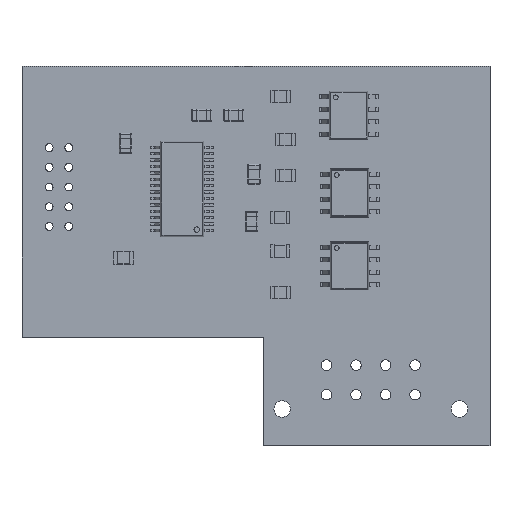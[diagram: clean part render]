
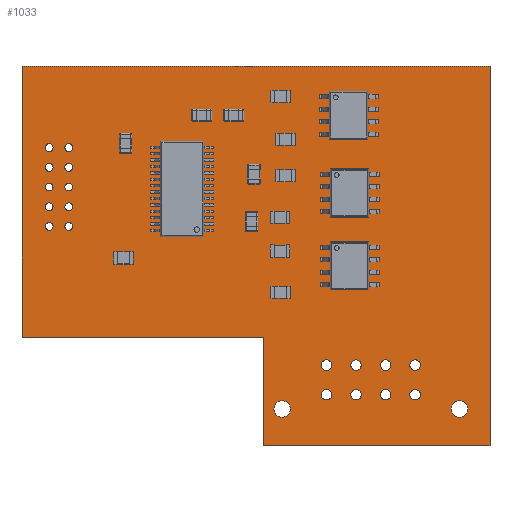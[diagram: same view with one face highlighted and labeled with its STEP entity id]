
A CAD part, top view. The second image highlights one B-rep face of the part: STEP entity #1033.
In plain terms, the highlighted planar face has unit normal (0, 0, 1).
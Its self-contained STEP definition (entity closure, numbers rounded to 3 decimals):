
#120 = VERTEX_POINT('',#121);
#121 = CARTESIAN_POINT('',(121.25,66.75,0.411));
#127 = EDGE_CURVE('',#120,#128,#130,.T.);
#128 = VERTEX_POINT('',#129);
#129 = CARTESIAN_POINT('',(168.75,66.75,0.411));
#130 = LINE('',#131,#132);
#131 = CARTESIAN_POINT('',(121.25,66.75,0.411));
#132 = VECTOR('',#133,1.);
#133 = DIRECTION('',(1.,0.,0.));
#158 = EDGE_CURVE('',#128,#159,#161,.T.);
#159 = VERTEX_POINT('',#160);
#160 = CARTESIAN_POINT('',(168.75,28.25,0.411));
#161 = LINE('',#162,#163);
#162 = CARTESIAN_POINT('',(168.75,66.75,0.411));
#163 = VECTOR('',#164,1.);
#164 = DIRECTION('',(0.,-1.,0.));
#189 = EDGE_CURVE('',#159,#190,#192,.T.);
#190 = VERTEX_POINT('',#191);
#191 = CARTESIAN_POINT('',(145.75,28.25,0.411));
#192 = LINE('',#193,#194);
#193 = CARTESIAN_POINT('',(168.75,28.25,0.411));
#194 = VECTOR('',#195,1.);
#195 = DIRECTION('',(-1.,0.,0.));
#220 = EDGE_CURVE('',#190,#221,#223,.T.);
#221 = VERTEX_POINT('',#222);
#222 = CARTESIAN_POINT('',(145.75,39.25,0.411));
#223 = LINE('',#224,#225);
#224 = CARTESIAN_POINT('',(145.75,28.25,0.411));
#225 = VECTOR('',#226,1.);
#226 = DIRECTION('',(0.,1.,0.));
#251 = EDGE_CURVE('',#221,#252,#254,.T.);
#252 = VERTEX_POINT('',#253);
#253 = CARTESIAN_POINT('',(121.25,39.25,0.411));
#254 = LINE('',#255,#256);
#255 = CARTESIAN_POINT('',(145.75,39.25,0.411));
#256 = VECTOR('',#257,1.);
#257 = DIRECTION('',(-1.,0.,0.));
#282 = EDGE_CURVE('',#252,#120,#283,.T.);
#283 = LINE('',#284,#285);
#284 = CARTESIAN_POINT('',(121.25,39.25,0.411));
#285 = VECTOR('',#286,1.);
#286 = DIRECTION('',(0.,1.,0.));
#306 = VERTEX_POINT('',#307);
#307 = CARTESIAN_POINT('',(124.4,50.5,0.411));
#313 = EDGE_CURVE('',#306,#306,#314,.T.);
#314 = CIRCLE('',#315,0.4);
#315 = AXIS2_PLACEMENT_3D('',#316,#317,#318);
#316 = CARTESIAN_POINT('',(124.,50.5,0.411));
#317 = DIRECTION('',(0.,0.,1.));
#318 = DIRECTION('',(1.,0.,0.));
#339 = VERTEX_POINT('',#340);
#340 = CARTESIAN_POINT('',(124.4,52.5,0.411));
#346 = EDGE_CURVE('',#339,#339,#347,.T.);
#347 = CIRCLE('',#348,0.4);
#348 = AXIS2_PLACEMENT_3D('',#349,#350,#351);
#349 = CARTESIAN_POINT('',(124.,52.5,0.411));
#350 = DIRECTION('',(0.,0.,1.));
#351 = DIRECTION('',(1.,0.,0.));
#372 = VERTEX_POINT('',#373);
#373 = CARTESIAN_POINT('',(126.4,50.5,0.411));
#379 = EDGE_CURVE('',#372,#372,#380,.T.);
#380 = CIRCLE('',#381,0.4);
#381 = AXIS2_PLACEMENT_3D('',#382,#383,#384);
#382 = CARTESIAN_POINT('',(126.,50.5,0.411));
#383 = DIRECTION('',(0.,0.,1.));
#384 = DIRECTION('',(1.,0.,0.));
#405 = VERTEX_POINT('',#406);
#406 = CARTESIAN_POINT('',(124.4,54.5,0.411));
#412 = EDGE_CURVE('',#405,#405,#413,.T.);
#413 = CIRCLE('',#414,0.4);
#414 = AXIS2_PLACEMENT_3D('',#415,#416,#417);
#415 = CARTESIAN_POINT('',(124.,54.5,0.411));
#416 = DIRECTION('',(0.,0.,1.));
#417 = DIRECTION('',(1.,0.,0.));
#438 = VERTEX_POINT('',#439);
#439 = CARTESIAN_POINT('',(126.4,52.5,0.411));
#445 = EDGE_CURVE('',#438,#438,#446,.T.);
#446 = CIRCLE('',#447,0.4);
#447 = AXIS2_PLACEMENT_3D('',#448,#449,#450);
#448 = CARTESIAN_POINT('',(126.,52.5,0.411));
#449 = DIRECTION('',(0.,0.,1.));
#450 = DIRECTION('',(1.,0.,0.));
#471 = VERTEX_POINT('',#472);
#472 = CARTESIAN_POINT('',(124.4,56.5,0.411));
#478 = EDGE_CURVE('',#471,#471,#479,.T.);
#479 = CIRCLE('',#480,0.4);
#480 = AXIS2_PLACEMENT_3D('',#481,#482,#483);
#481 = CARTESIAN_POINT('',(124.,56.5,0.411));
#482 = DIRECTION('',(0.,0.,1.));
#483 = DIRECTION('',(1.,0.,0.));
#504 = VERTEX_POINT('',#505);
#505 = CARTESIAN_POINT('',(124.4,58.5,0.411));
#511 = EDGE_CURVE('',#504,#504,#512,.T.);
#512 = CIRCLE('',#513,0.4);
#513 = AXIS2_PLACEMENT_3D('',#514,#515,#516);
#514 = CARTESIAN_POINT('',(124.,58.5,0.411));
#515 = DIRECTION('',(0.,0.,1.));
#516 = DIRECTION('',(1.,0.,0.));
#537 = VERTEX_POINT('',#538);
#538 = CARTESIAN_POINT('',(126.4,54.5,0.411));
#544 = EDGE_CURVE('',#537,#537,#545,.T.);
#545 = CIRCLE('',#546,0.4);
#546 = AXIS2_PLACEMENT_3D('',#547,#548,#549);
#547 = CARTESIAN_POINT('',(126.,54.5,0.411));
#548 = DIRECTION('',(0.,0.,1.));
#549 = DIRECTION('',(1.,0.,0.));
#570 = VERTEX_POINT('',#571);
#571 = CARTESIAN_POINT('',(126.4,58.5,0.411));
#577 = EDGE_CURVE('',#570,#570,#578,.T.);
#578 = CIRCLE('',#579,0.4);
#579 = AXIS2_PLACEMENT_3D('',#580,#581,#582);
#580 = CARTESIAN_POINT('',(126.,58.5,0.411));
#581 = DIRECTION('',(0.,0.,1.));
#582 = DIRECTION('',(1.,0.,0.));
#603 = VERTEX_POINT('',#604);
#604 = CARTESIAN_POINT('',(126.4,56.5,0.411));
#610 = EDGE_CURVE('',#603,#603,#611,.T.);
#611 = CIRCLE('',#612,0.4);
#612 = AXIS2_PLACEMENT_3D('',#613,#614,#615);
#613 = CARTESIAN_POINT('',(126.,56.5,0.411));
#614 = DIRECTION('',(0.,0.,1.));
#615 = DIRECTION('',(1.,0.,0.));
#636 = VERTEX_POINT('',#637);
#637 = CARTESIAN_POINT('',(148.489,31.971,0.411));
#643 = EDGE_CURVE('',#636,#636,#644,.T.);
#644 = CIRCLE('',#645,0.835);
#645 = AXIS2_PLACEMENT_3D('',#646,#647,#648);
#646 = CARTESIAN_POINT('',(147.654,31.971,0.411));
#647 = DIRECTION('',(0.,0.,1.));
#648 = DIRECTION('',(1.,0.,0.));
#669 = VERTEX_POINT('',#670);
#670 = CARTESIAN_POINT('',(152.689,33.421,0.411));
#676 = EDGE_CURVE('',#669,#669,#677,.T.);
#677 = CIRCLE('',#678,0.535);
#678 = AXIS2_PLACEMENT_3D('',#679,#680,#681);
#679 = CARTESIAN_POINT('',(152.154,33.421,0.411));
#680 = DIRECTION('',(0.,0.,1.));
#681 = DIRECTION('',(1.,0.,0.));
#702 = VERTEX_POINT('',#703);
#703 = CARTESIAN_POINT('',(166.489,31.971,0.411));
#709 = EDGE_CURVE('',#702,#702,#710,.T.);
#710 = CIRCLE('',#711,0.835);
#711 = AXIS2_PLACEMENT_3D('',#712,#713,#714);
#712 = CARTESIAN_POINT('',(165.654,31.971,0.411));
#713 = DIRECTION('',(0.,0.,1.));
#714 = DIRECTION('',(1.,0.,0.));
#735 = VERTEX_POINT('',#736);
#736 = CARTESIAN_POINT('',(155.689,33.421,0.411));
#742 = EDGE_CURVE('',#735,#735,#743,.T.);
#743 = CIRCLE('',#744,0.535);
#744 = AXIS2_PLACEMENT_3D('',#745,#746,#747);
#745 = CARTESIAN_POINT('',(155.154,33.421,0.411));
#746 = DIRECTION('',(0.,0.,1.));
#747 = DIRECTION('',(1.,0.,0.));
#768 = VERTEX_POINT('',#769);
#769 = CARTESIAN_POINT('',(161.689,33.421,0.411));
#775 = EDGE_CURVE('',#768,#768,#776,.T.);
#776 = CIRCLE('',#777,0.535);
#777 = AXIS2_PLACEMENT_3D('',#778,#779,#780);
#778 = CARTESIAN_POINT('',(161.154,33.421,0.411));
#779 = DIRECTION('',(0.,0.,1.));
#780 = DIRECTION('',(1.,0.,0.));
#801 = VERTEX_POINT('',#802);
#802 = CARTESIAN_POINT('',(155.689,36.421,0.411));
#808 = EDGE_CURVE('',#801,#801,#809,.T.);
#809 = CIRCLE('',#810,0.535);
#810 = AXIS2_PLACEMENT_3D('',#811,#812,#813);
#811 = CARTESIAN_POINT('',(155.154,36.421,0.411));
#812 = DIRECTION('',(0.,0.,1.));
#813 = DIRECTION('',(1.,0.,0.));
#834 = VERTEX_POINT('',#835);
#835 = CARTESIAN_POINT('',(152.689,36.421,0.411));
#841 = EDGE_CURVE('',#834,#834,#842,.T.);
#842 = CIRCLE('',#843,0.535);
#843 = AXIS2_PLACEMENT_3D('',#844,#845,#846);
#844 = CARTESIAN_POINT('',(152.154,36.421,0.411));
#845 = DIRECTION('',(0.,0.,1.));
#846 = DIRECTION('',(1.,0.,0.));
#867 = VERTEX_POINT('',#868);
#868 = CARTESIAN_POINT('',(158.689,33.421,0.411));
#874 = EDGE_CURVE('',#867,#867,#875,.T.);
#875 = CIRCLE('',#876,0.535);
#876 = AXIS2_PLACEMENT_3D('',#877,#878,#879);
#877 = CARTESIAN_POINT('',(158.154,33.421,0.411));
#878 = DIRECTION('',(0.,0.,1.));
#879 = DIRECTION('',(1.,0.,0.));
#900 = VERTEX_POINT('',#901);
#901 = CARTESIAN_POINT('',(158.689,36.421,0.411));
#907 = EDGE_CURVE('',#900,#900,#908,.T.);
#908 = CIRCLE('',#909,0.535);
#909 = AXIS2_PLACEMENT_3D('',#910,#911,#912);
#910 = CARTESIAN_POINT('',(158.154,36.421,0.411));
#911 = DIRECTION('',(0.,0.,1.));
#912 = DIRECTION('',(1.,0.,0.));
#933 = VERTEX_POINT('',#934);
#934 = CARTESIAN_POINT('',(161.689,36.421,0.411));
#940 = EDGE_CURVE('',#933,#933,#941,.T.);
#941 = CIRCLE('',#942,0.535);
#942 = AXIS2_PLACEMENT_3D('',#943,#944,#945);
#943 = CARTESIAN_POINT('',(161.154,36.421,0.411));
#944 = DIRECTION('',(0.,0.,1.));
#945 = DIRECTION('',(1.,0.,0.));
#1033 = ADVANCED_FACE('',(#1034,#1042,#1045,#1048,#1051,#1054,#1057,
    #1060,#1063,#1066,#1069,#1072,#1075,#1078,#1081,#1084,#1087,#1090,
    #1093,#1096,#1099),#1102,.T.);
#1034 = FACE_BOUND('',#1035,.F.);
#1035 = EDGE_LOOP('',(#1036,#1037,#1038,#1039,#1040,#1041));
#1036 = ORIENTED_EDGE('',*,*,#127,.T.);
#1037 = ORIENTED_EDGE('',*,*,#158,.T.);
#1038 = ORIENTED_EDGE('',*,*,#189,.T.);
#1039 = ORIENTED_EDGE('',*,*,#220,.T.);
#1040 = ORIENTED_EDGE('',*,*,#251,.T.);
#1041 = ORIENTED_EDGE('',*,*,#282,.T.);
#1042 = FACE_BOUND('',#1043,.T.);
#1043 = EDGE_LOOP('',(#1044));
#1044 = ORIENTED_EDGE('',*,*,#313,.F.);
#1045 = FACE_BOUND('',#1046,.T.);
#1046 = EDGE_LOOP('',(#1047));
#1047 = ORIENTED_EDGE('',*,*,#346,.F.);
#1048 = FACE_BOUND('',#1049,.T.);
#1049 = EDGE_LOOP('',(#1050));
#1050 = ORIENTED_EDGE('',*,*,#379,.F.);
#1051 = FACE_BOUND('',#1052,.T.);
#1052 = EDGE_LOOP('',(#1053));
#1053 = ORIENTED_EDGE('',*,*,#412,.F.);
#1054 = FACE_BOUND('',#1055,.T.);
#1055 = EDGE_LOOP('',(#1056));
#1056 = ORIENTED_EDGE('',*,*,#445,.F.);
#1057 = FACE_BOUND('',#1058,.T.);
#1058 = EDGE_LOOP('',(#1059));
#1059 = ORIENTED_EDGE('',*,*,#478,.F.);
#1060 = FACE_BOUND('',#1061,.T.);
#1061 = EDGE_LOOP('',(#1062));
#1062 = ORIENTED_EDGE('',*,*,#511,.F.);
#1063 = FACE_BOUND('',#1064,.T.);
#1064 = EDGE_LOOP('',(#1065));
#1065 = ORIENTED_EDGE('',*,*,#544,.F.);
#1066 = FACE_BOUND('',#1067,.T.);
#1067 = EDGE_LOOP('',(#1068));
#1068 = ORIENTED_EDGE('',*,*,#577,.F.);
#1069 = FACE_BOUND('',#1070,.T.);
#1070 = EDGE_LOOP('',(#1071));
#1071 = ORIENTED_EDGE('',*,*,#610,.F.);
#1072 = FACE_BOUND('',#1073,.T.);
#1073 = EDGE_LOOP('',(#1074));
#1074 = ORIENTED_EDGE('',*,*,#643,.F.);
#1075 = FACE_BOUND('',#1076,.T.);
#1076 = EDGE_LOOP('',(#1077));
#1077 = ORIENTED_EDGE('',*,*,#676,.F.);
#1078 = FACE_BOUND('',#1079,.T.);
#1079 = EDGE_LOOP('',(#1080));
#1080 = ORIENTED_EDGE('',*,*,#709,.F.);
#1081 = FACE_BOUND('',#1082,.T.);
#1082 = EDGE_LOOP('',(#1083));
#1083 = ORIENTED_EDGE('',*,*,#742,.F.);
#1084 = FACE_BOUND('',#1085,.T.);
#1085 = EDGE_LOOP('',(#1086));
#1086 = ORIENTED_EDGE('',*,*,#775,.F.);
#1087 = FACE_BOUND('',#1088,.T.);
#1088 = EDGE_LOOP('',(#1089));
#1089 = ORIENTED_EDGE('',*,*,#808,.F.);
#1090 = FACE_BOUND('',#1091,.T.);
#1091 = EDGE_LOOP('',(#1092));
#1092 = ORIENTED_EDGE('',*,*,#841,.F.);
#1093 = FACE_BOUND('',#1094,.T.);
#1094 = EDGE_LOOP('',(#1095));
#1095 = ORIENTED_EDGE('',*,*,#874,.F.);
#1096 = FACE_BOUND('',#1097,.T.);
#1097 = EDGE_LOOP('',(#1098));
#1098 = ORIENTED_EDGE('',*,*,#907,.F.);
#1099 = FACE_BOUND('',#1100,.T.);
#1100 = EDGE_LOOP('',(#1101));
#1101 = ORIENTED_EDGE('',*,*,#940,.F.);
#1102 = PLANE('',#1103);
#1103 = AXIS2_PLACEMENT_3D('',#1104,#1105,#1106);
#1104 = CARTESIAN_POINT('',(121.25,66.75,0.411));
#1105 = DIRECTION('',(0.,0.,1.));
#1106 = DIRECTION('',(1.,0.,0.));
